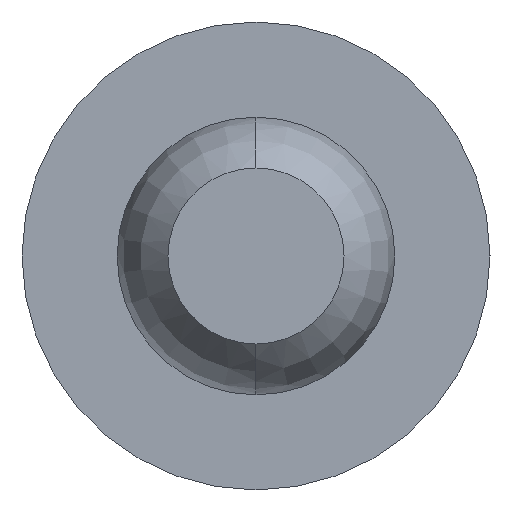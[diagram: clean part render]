
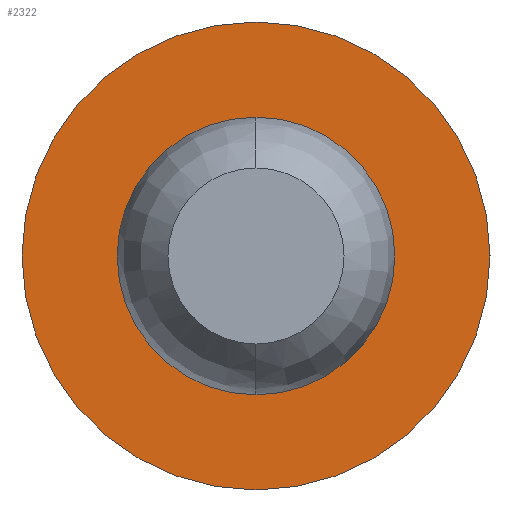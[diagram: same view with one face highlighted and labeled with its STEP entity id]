
A CAD part, front view. The second image highlights one B-rep face of the part: STEP entity #2322.
In plain terms, the highlighted planar face has unit normal (0, -1, 0).
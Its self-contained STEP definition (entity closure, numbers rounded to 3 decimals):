
#32 = AXIS2_PLACEMENT_3D ( 'NONE', #2410, #241, #3971 ) ;
#65 = ORIENTED_EDGE ( 'NONE', *, *, #3796, .T. ) ;
#149 = AXIS2_PLACEMENT_3D ( 'NONE', #3030, #547, #3625 ) ;
#241 = DIRECTION ( 'NONE',  ( 0., -1., 0. ) ) ;
#445 = CARTESIAN_POINT ( 'NONE',  ( 0., 6.4, 0. ) ) ;
#497 = CARTESIAN_POINT ( 'NONE',  ( -1.98, 6.4, 0. ) ) ;
#547 = DIRECTION ( 'NONE',  ( 0., -1., 0. ) ) ;
#722 = DIRECTION ( 'NONE',  ( -1., 0., 0. ) ) ;
#1104 = DIRECTION ( 'NONE',  ( 0., -1., 0. ) ) ;
#1135 = VERTEX_POINT ( 'NONE', #2174 ) ;
#1306 = DIRECTION ( 'NONE',  ( 0., -1., 0. ) ) ;
#1395 = VERTEX_POINT ( 'NONE', #2097 ) ;
#1623 = CIRCLE ( 'NONE', #32, 0.76 ) ;
#1647 = FACE_BOUND ( 'NONE', #3318, .T. ) ;
#1826 = EDGE_CURVE ( 'Defeature ausgef�hrt1_1+Defeature ausgef�hrt1_2+Defeature ausgef�hrt1_2+Defeature ausgef�hrt1_2', #1395, #1135, #2449, .T. ) ;
#1833 = EDGE_LOOP ( 'NONE', ( #65, #2764 ) ) ;
#1891 = CIRCLE ( 'NONE', #2650, 1.98 ) ;
#1903 = EDGE_CURVE ( 'Defeature ausgef�hrt1_1+Defeature ausgef�hrt1_2+Defeature ausgef�hrt1_2+Defeature ausgef�hrt1_2', #1135, #1395, #1623, .T. ) ;
#1933 = VERTEX_POINT ( 'NONE', #497 ) ;
#1960 = EDGE_CURVE ( 'Defeature ausgef�hrt1_2+Defeature ausgef�hrt1_0+Defeature ausgef�hrt1_0+Defeature ausgef�hrt1_0', #2058, #1933, #3803, .T. ) ;
#1990 = AXIS2_PLACEMENT_3D ( 'NONE', #445, #1104, #3893 ) ;
#2058 = VERTEX_POINT ( 'NONE', #2535 ) ;
#2097 = CARTESIAN_POINT ( 'NONE',  ( -0.76, 6.4, 0. ) ) ;
#2174 = CARTESIAN_POINT ( 'NONE',  ( 0.76, 6.4, 0. ) ) ;
#2260 = PLANE ( 'NONE',  #2626 ) ;
#2322 = ADVANCED_FACE ( 'Defeature ausgef�hrt1_2', ( #3832, #1647 ), #2260, .T. ) ;
#2366 = CARTESIAN_POINT ( 'NONE',  ( 0., 6.4, 0. ) ) ;
#2410 = CARTESIAN_POINT ( 'NONE',  ( 0., 6.4, 0. ) ) ;
#2449 = CIRCLE ( 'NONE', #1990, 0.76 ) ;
#2535 = CARTESIAN_POINT ( 'NONE',  ( 1.98, 6.4, 0. ) ) ;
#2598 = DIRECTION ( 'NONE',  ( 0., -1., 0. ) ) ;
#2626 = AXIS2_PLACEMENT_3D ( 'NONE', #3167, #1306, #722 ) ;
#2650 = AXIS2_PLACEMENT_3D ( 'NONE', #2366, #2598, #3912 ) ;
#2764 = ORIENTED_EDGE ( 'NONE', *, *, #1960, .T. ) ;
#2981 = ORIENTED_EDGE ( 'NONE', *, *, #1826, .F. ) ;
#3030 = CARTESIAN_POINT ( 'NONE',  ( 0., 6.4, 0. ) ) ;
#3167 = CARTESIAN_POINT ( 'NONE',  ( -1.98, 6.4, 0. ) ) ;
#3318 = EDGE_LOOP ( 'NONE', ( #2981, #3977 ) ) ;
#3625 = DIRECTION ( 'NONE',  ( -1., 0., 0. ) ) ;
#3796 = EDGE_CURVE ( 'Defeature ausgef�hrt1_2+Defeature ausgef�hrt1_0+Defeature ausgef�hrt1_0+Defeature ausgef�hrt1_0', #1933, #2058, #1891, .T. ) ;
#3803 = CIRCLE ( 'NONE', #149, 1.98 ) ;
#3832 = FACE_OUTER_BOUND ( 'NONE', #1833, .T. ) ;
#3893 = DIRECTION ( 'NONE',  ( -1., 0., 0. ) ) ;
#3912 = DIRECTION ( 'NONE',  ( -1., 0., 0. ) ) ;
#3971 = DIRECTION ( 'NONE',  ( -1., 0., 0. ) ) ;
#3977 = ORIENTED_EDGE ( 'NONE', *, *, #1903, .F. ) ;
